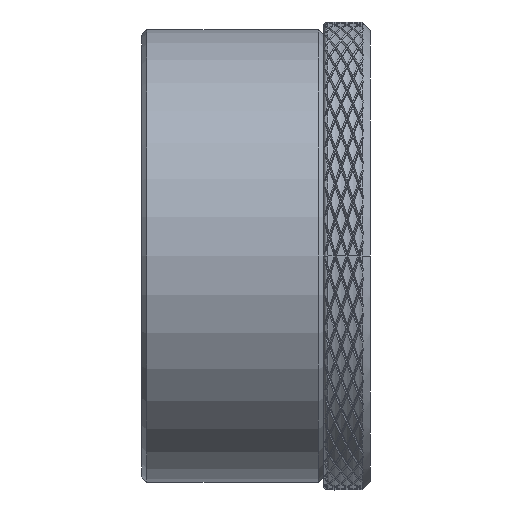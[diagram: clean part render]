
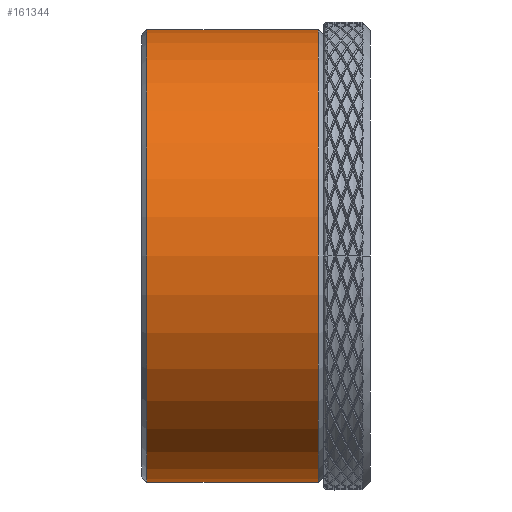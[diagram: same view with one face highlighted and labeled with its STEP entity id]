
A CAD part, left-side view. The second image highlights one B-rep face of the part: STEP entity #161344.
In plain terms, the highlighted cylindrical face has radius 21.75 mm (diameter 43.5 mm), a partial arc.
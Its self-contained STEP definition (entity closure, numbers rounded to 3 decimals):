
#7782 = CARTESIAN_POINT ( 'NONE',  ( 0., -7.5, 21.75 ) ) ;
#21934 = CIRCLE ( 'NONE', #56414, 21.75 ) ;
#25320 = AXIS2_PLACEMENT_3D ( 'NONE', #201252, #176686, #152130 ) ;
#31825 = DIRECTION ( 'NONE',  ( 0., 1., 0. ) ) ;
#39807 = DIRECTION ( 'NONE',  ( 0., 1., 0. ) ) ;
#43128 = CARTESIAN_POINT ( 'NONE',  ( 0., -8., 21.75 ) ) ;
#44358 = CIRCLE ( 'NONE', #156060, 21.75 ) ;
#56414 = AXIS2_PLACEMENT_3D ( 'NONE', #186273, #39807, #210877 ) ;
#56798 = EDGE_LOOP ( 'NONE', ( #99001, #138064, #75199, #57458 ) ) ;
#57458 = ORIENTED_EDGE ( 'NONE', *, *, #281674, .T. ) ;
#64147 = LINE ( 'NONE', #43128, #316583 ) ;
#67838 = VERTEX_POINT ( 'NONE', #7782 ) ;
#75199 = ORIENTED_EDGE ( 'NONE', *, *, #206039, .T. ) ;
#96001 = VERTEX_POINT ( 'NONE', #207741 ) ;
#99001 = ORIENTED_EDGE ( 'NONE', *, *, #198248, .F. ) ;
#121307 = DIRECTION ( 'NONE',  ( 0., -1., 0. ) ) ;
#138064 = ORIENTED_EDGE ( 'NONE', *, *, #238626, .T. ) ;
#152130 = DIRECTION ( 'NONE',  ( 0., 0., 1. ) ) ;
#156060 = AXIS2_PLACEMENT_3D ( 'NONE', #267796, #121307, #292341 ) ;
#161344 = ADVANCED_FACE ( 'NONE', ( #202152 ), #194511, .T. ) ;
#176686 = DIRECTION ( 'NONE',  ( 0., 1., 0. ) ) ;
#182631 = VERTEX_POINT ( 'NONE', #262985 ) ;
#186273 = CARTESIAN_POINT ( 'NONE',  ( 0., -7.5, 0. ) ) ;
#194511 = CYLINDRICAL_SURFACE ( 'NONE', #25320, 21.75 ) ;
#198248 = EDGE_CURVE ( 'NONE', #240493, #96001, #241429, .T. ) ;
#201252 = CARTESIAN_POINT ( 'NONE',  ( 0., -8., 0. ) ) ;
#202152 = FACE_OUTER_BOUND ( 'NONE', #56798, .T. ) ;
#206039 = EDGE_CURVE ( 'NONE', #67838, #182631, #64147, .T. ) ;
#207741 = CARTESIAN_POINT ( 'NONE',  ( 0., 9., -21.75 ) ) ;
#210877 = DIRECTION ( 'NONE',  ( 0., 0., 1. ) ) ;
#233772 = VECTOR ( 'NONE', #31825, 1000. ) ;
#238626 = EDGE_CURVE ( 'NONE', #240493, #67838, #21934, .T. ) ;
#238786 = DIRECTION ( 'NONE',  ( 0., 1., 0. ) ) ;
#240493 = VERTEX_POINT ( 'NONE', #241737 ) ;
#241429 = LINE ( 'NONE', #275628, #233772 ) ;
#241737 = CARTESIAN_POINT ( 'NONE',  ( 0., -7.5, -21.75 ) ) ;
#262985 = CARTESIAN_POINT ( 'NONE',  ( 0., 9., 21.75 ) ) ;
#267796 = CARTESIAN_POINT ( 'NONE',  ( 0., 9., 0. ) ) ;
#275628 = CARTESIAN_POINT ( 'NONE',  ( 0., -8., -21.75 ) ) ;
#281674 = EDGE_CURVE ( 'NONE', #182631, #96001, #44358, .T. ) ;
#292341 = DIRECTION ( 'NONE',  ( 0., 0., 1. ) ) ;
#316583 = VECTOR ( 'NONE', #238786, 1000. ) ;
